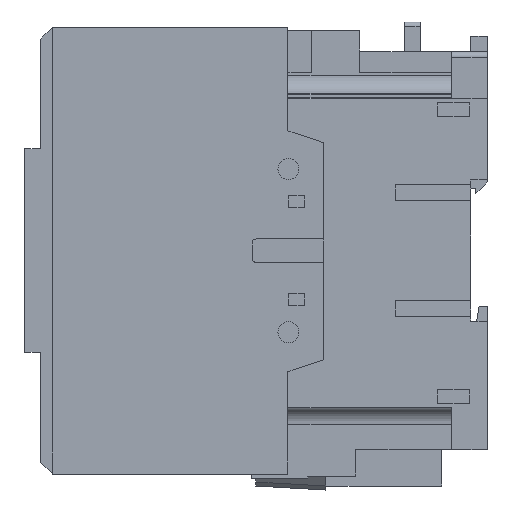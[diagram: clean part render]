
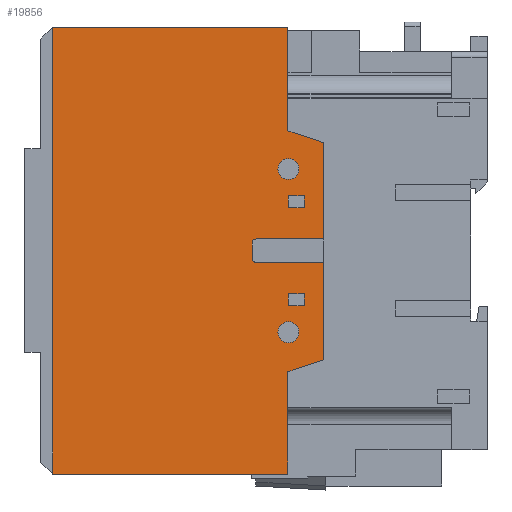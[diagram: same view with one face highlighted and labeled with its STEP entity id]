
A CAD part, left-side view. The second image highlights one B-rep face of the part: STEP entity #19856.
In plain terms, the highlighted planar face has unit normal (-1, 0, 0).
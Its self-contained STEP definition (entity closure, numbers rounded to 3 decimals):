
#5052=CARTESIAN_POINT('',(-33.,49.87,-20.44));
#5053=DIRECTION('',(-1.,0.,0.));
#5054=DIRECTION('',(0.,0.,-1.));
#5055=AXIS2_PLACEMENT_3D('',#5052,#5053,#5054);
#5060=CARTESIAN_POINT('',(-33.,49.87,-20.44));
#5061=DIRECTION('',(-1.,0.,0.));
#5062=DIRECTION('',(0.,0.,1.));
#5063=AXIS2_PLACEMENT_3D('',#5060,#5061,#5062);
#5068=CARTESIAN_POINT('',(-33.,49.87,20.44));
#5069=DIRECTION('',(-1.,0.,0.));
#5070=DIRECTION('',(0.,0.,-1.));
#5071=AXIS2_PLACEMENT_3D('',#5068,#5069,#5070);
#5076=CARTESIAN_POINT('',(-33.,49.87,20.44));
#5077=DIRECTION('',(-1.,0.,0.));
#5078=DIRECTION('',(0.,0.,1.));
#5079=AXIS2_PLACEMENT_3D('',#5076,#5077,#5078);
#5084=DIRECTION('',(0.,0.,-1.));
#5085=VECTOR('',#5084,112.);
#5086=CARTESIAN_POINT('',(-33.,109.,56.));
#5087=LINE('',#5086,#5085);
#5091=DIRECTION('',(0.,-1.,0.));
#5092=VECTOR('',#5091,59.);
#5093=CARTESIAN_POINT('',(-33.,109.,56.));
#5094=LINE('',#5093,#5092);
#5098=DIRECTION('',(0.,0.,-1.));
#5099=VECTOR('',#5098,25.95);
#5100=CARTESIAN_POINT('',(-33.,50.,56.));
#5101=LINE('',#5100,#5099);
#5105=DIRECTION('',(0.,-0.949,-0.316));
#5106=VECTOR('',#5105,9.487);
#5107=CARTESIAN_POINT('',(-33.,50.,30.05));
#5108=LINE('',#5107,#5106);
#5112=DIRECTION('',(0.,0.,-1.));
#5113=VECTOR('',#5112,24.135);
#5114=CARTESIAN_POINT('',(-33.,41.,27.05));
#5115=LINE('',#5114,#5113);
#5119=DIRECTION('',(0.,1.,0.));
#5120=VECTOR('',#5119,17.);
#5121=CARTESIAN_POINT('',(-33.,41.,2.915));
#5122=LINE('',#5121,#5120);
#5126=CARTESIAN_POINT('',(-33.,58.,1.915));
#5127=DIRECTION('',(-1.,0.,0.));
#5128=DIRECTION('',(0.,0.,1.));
#5129=AXIS2_PLACEMENT_3D('',#5126,#5127,#5128);
#5134=DIRECTION('',(0.,0.,-1.));
#5135=VECTOR('',#5134,3.83);
#5136=CARTESIAN_POINT('',(-33.,59.,1.915));
#5137=LINE('',#5136,#5135);
#5141=CARTESIAN_POINT('',(-33.,58.,-1.915));
#5142=DIRECTION('',(-1.,0.,0.));
#5143=DIRECTION('',(0.,1.,0.));
#5144=AXIS2_PLACEMENT_3D('',#5141,#5142,#5143);
#5149=DIRECTION('',(0.,-1.,0.));
#5150=VECTOR('',#5149,17.);
#5151=CARTESIAN_POINT('',(-33.,58.,-2.915));
#5152=LINE('',#5151,#5150);
#5156=DIRECTION('',(0.,0.,-1.));
#5157=VECTOR('',#5156,24.435);
#5158=CARTESIAN_POINT('',(-33.,41.,-2.915));
#5159=LINE('',#5158,#5157);
#5163=DIRECTION('',(0.,0.949,-0.316));
#5164=VECTOR('',#5163,9.487);
#5165=CARTESIAN_POINT('',(-33.,41.,-27.35));
#5166=LINE('',#5165,#5164);
#5170=DIRECTION('',(0.,0.,-1.));
#5171=VECTOR('',#5170,25.65);
#5172=CARTESIAN_POINT('',(-33.,50.,-30.35));
#5173=LINE('',#5172,#5171);
#5177=DIRECTION('',(0.,1.,0.));
#5178=VECTOR('',#5177,59.);
#5179=CARTESIAN_POINT('',(-33.,50.,-56.));
#5180=LINE('',#5179,#5178);
#5258=DIRECTION('',(0.,0.,-1.));
#5259=VECTOR('',#5258,3.);
#5260=CARTESIAN_POINT('',(-33.,45.87,13.765));
#5261=LINE('',#5260,#5259);
#5286=DIRECTION('',(0.,1.,0.));
#5287=VECTOR('',#5286,4.);
#5288=CARTESIAN_POINT('',(-33.,45.87,10.765));
#5289=LINE('',#5288,#5287);
#5300=DIRECTION('',(0.,0.,1.));
#5301=VECTOR('',#5300,3.);
#5302=CARTESIAN_POINT('',(-33.,49.87,10.765));
#5303=LINE('',#5302,#5301);
#5321=DIRECTION('',(0.,-1.,0.));
#5322=VECTOR('',#5321,4.);
#5323=CARTESIAN_POINT('',(-33.,49.87,13.765));
#5324=LINE('',#5323,#5322);
#5342=DIRECTION('',(0.,-1.,0.));
#5343=VECTOR('',#5342,4.);
#5344=CARTESIAN_POINT('',(-33.,49.87,-10.765));
#5345=LINE('',#5344,#5343);
#5370=DIRECTION('',(0.,0.,-1.));
#5371=VECTOR('',#5370,3.);
#5372=CARTESIAN_POINT('',(-33.,45.87,-10.765));
#5373=LINE('',#5372,#5371);
#5384=DIRECTION('',(0.,1.,0.));
#5385=VECTOR('',#5384,4.);
#5386=CARTESIAN_POINT('',(-33.,45.87,-13.765));
#5387=LINE('',#5386,#5385);
#5405=DIRECTION('',(0.,0.,1.));
#5406=VECTOR('',#5405,3.);
#5407=CARTESIAN_POINT('',(-33.,49.87,-13.765));
#5408=LINE('',#5407,#5406);
#14520=CARTESIAN_POINT('',(-33.,41.,-27.35));
#14521=CARTESIAN_POINT('',(-33.,50.,-30.35));
#14522=VERTEX_POINT('',#14520);
#14523=VERTEX_POINT('',#14521);
#14524=CARTESIAN_POINT('',(-33.,50.,-56.));
#14525=VERTEX_POINT('',#14524);
#14526=CARTESIAN_POINT('',(-33.,50.,56.));
#14527=CARTESIAN_POINT('',(-33.,50.,30.05));
#14528=VERTEX_POINT('',#14526);
#14529=VERTEX_POINT('',#14527);
#14530=CARTESIAN_POINT('',(-33.,41.,27.05));
#14531=VERTEX_POINT('',#14530);
#14532=CARTESIAN_POINT('',(-33.,41.,2.915));
#14533=VERTEX_POINT('',#14532);
#14534=CARTESIAN_POINT('',(-33.,58.,2.915));
#14535=VERTEX_POINT('',#14534);
#14536=CARTESIAN_POINT('',(-33.,59.,1.915));
#14537=VERTEX_POINT('',#14536);
#14538=CARTESIAN_POINT('',(-33.,59.,-1.915));
#14539=VERTEX_POINT('',#14538);
#14540=CARTESIAN_POINT('',(-33.,58.,-2.915));
#14541=VERTEX_POINT('',#14540);
#14542=CARTESIAN_POINT('',(-33.,41.,-2.915));
#14543=VERTEX_POINT('',#14542);
#14544=CARTESIAN_POINT('',(-33.,49.87,-23.065));
#14545=CARTESIAN_POINT('',(-33.,49.87,-17.815));
#14546=VERTEX_POINT('',#14544);
#14547=VERTEX_POINT('',#14545);
#14548=CARTESIAN_POINT('',(-33.,49.87,17.815));
#14549=CARTESIAN_POINT('',(-33.,49.87,23.065));
#14550=VERTEX_POINT('',#14548);
#14551=VERTEX_POINT('',#14549);
#14552=CARTESIAN_POINT('',(-33.,45.87,13.765));
#14553=CARTESIAN_POINT('',(-33.,45.87,10.765));
#14554=VERTEX_POINT('',#14552);
#14555=VERTEX_POINT('',#14553);
#14556=CARTESIAN_POINT('',(-33.,49.87,13.765));
#14557=VERTEX_POINT('',#14556);
#14558=CARTESIAN_POINT('',(-33.,49.87,10.765));
#14559=VERTEX_POINT('',#14558);
#14560=CARTESIAN_POINT('',(-33.,49.87,-10.765));
#14561=CARTESIAN_POINT('',(-33.,45.87,-10.765));
#14562=VERTEX_POINT('',#14560);
#14563=VERTEX_POINT('',#14561);
#14564=CARTESIAN_POINT('',(-33.,49.87,-13.765));
#14565=VERTEX_POINT('',#14564);
#14566=CARTESIAN_POINT('',(-33.,45.87,-13.765));
#14567=VERTEX_POINT('',#14566);
#15963=CARTESIAN_POINT('',(-33.,109.,56.));
#15964=CARTESIAN_POINT('',(-33.,109.,-56.));
#15965=VERTEX_POINT('',#15963);
#15966=VERTEX_POINT('',#15964);
#19792=CARTESIAN_POINT('',(-33.,78.5,0.));
#19793=DIRECTION('',(1.,0.,0.));
#19794=DIRECTION('',(0.,0.,-1.));
#19795=AXIS2_PLACEMENT_3D('',#19792,#19793,#19794);
#19796=PLANE('',#19795);
#19797=ORIENTED_EDGE('',*,*,#17854,.F.);
#19798=ORIENTED_EDGE('',*,*,#19077,.T.);
#19799=ORIENTED_EDGE('',*,*,#19030,.T.);
#19801=ORIENTED_EDGE('',*,*,#19800,.T.);
#19803=ORIENTED_EDGE('',*,*,#19802,.T.);
#19805=ORIENTED_EDGE('',*,*,#19804,.T.);
#19807=ORIENTED_EDGE('',*,*,#19806,.T.);
#19809=ORIENTED_EDGE('',*,*,#19808,.T.);
#19811=ORIENTED_EDGE('',*,*,#19810,.T.);
#19813=ORIENTED_EDGE('',*,*,#19812,.T.);
#19815=ORIENTED_EDGE('',*,*,#19814,.T.);
#19817=ORIENTED_EDGE('',*,*,#19816,.T.);
#19819=ORIENTED_EDGE('',*,*,#19818,.T.);
#19821=ORIENTED_EDGE('',*,*,#19820,.T.);
#19822=EDGE_LOOP('',(#19797,#19798,#19799,#19801,#19803,#19805,#19807,#19809,
#19811,#19813,#19815,#19817,#19819,#19821));
#19823=FACE_OUTER_BOUND('',#19822,.F.);
#19825=ORIENTED_EDGE('',*,*,#19824,.T.);
#19827=ORIENTED_EDGE('',*,*,#19826,.T.);
#19828=EDGE_LOOP('',(#19825,#19827));
#19829=FACE_BOUND('',#19828,.F.);
#19831=ORIENTED_EDGE('',*,*,#19830,.F.);
#19833=ORIENTED_EDGE('',*,*,#19832,.F.);
#19835=ORIENTED_EDGE('',*,*,#19834,.F.);
#19837=ORIENTED_EDGE('',*,*,#19836,.F.);
#19838=EDGE_LOOP('',(#19831,#19833,#19835,#19837));
#19839=FACE_BOUND('',#19838,.F.);
#19841=ORIENTED_EDGE('',*,*,#19840,.F.);
#19843=ORIENTED_EDGE('',*,*,#19842,.F.);
#19845=ORIENTED_EDGE('',*,*,#19844,.F.);
#19847=ORIENTED_EDGE('',*,*,#19846,.F.);
#19848=EDGE_LOOP('',(#19841,#19843,#19845,#19847));
#19849=FACE_BOUND('',#19848,.F.);
#19851=ORIENTED_EDGE('',*,*,#19850,.T.);
#19853=ORIENTED_EDGE('',*,*,#19852,.T.);
#19854=EDGE_LOOP('',(#19851,#19853));
#19855=FACE_BOUND('',#19854,.F.);
#5056=CIRCLE('',#5055,2.625);
#5064=CIRCLE('',#5063,2.625);
#5072=CIRCLE('',#5071,2.625);
#5080=CIRCLE('',#5079,2.625);
#5130=CIRCLE('',#5129,1.);
#5145=CIRCLE('',#5144,1.);
#17854=EDGE_CURVE('',#15965,#15966,#5087,.T.);
#19030=EDGE_CURVE('',#14528,#14529,#5101,.T.);
#19077=EDGE_CURVE('',#15965,#14528,#5094,.T.);
#19800=EDGE_CURVE('',#14529,#14531,#5108,.T.);
#19802=EDGE_CURVE('',#14531,#14533,#5115,.T.);
#19804=EDGE_CURVE('',#14533,#14535,#5122,.T.);
#19806=EDGE_CURVE('',#14535,#14537,#5130,.T.);
#19808=EDGE_CURVE('',#14537,#14539,#5137,.T.);
#19810=EDGE_CURVE('',#14539,#14541,#5145,.T.);
#19812=EDGE_CURVE('',#14541,#14543,#5152,.T.);
#19814=EDGE_CURVE('',#14543,#14522,#5159,.T.);
#19816=EDGE_CURVE('',#14522,#14523,#5166,.T.);
#19818=EDGE_CURVE('',#14523,#14525,#5173,.T.);
#19820=EDGE_CURVE('',#14525,#15966,#5180,.T.);
#19824=EDGE_CURVE('',#14550,#14551,#5072,.T.);
#19826=EDGE_CURVE('',#14551,#14550,#5080,.T.);
#19830=EDGE_CURVE('',#14554,#14555,#5261,.T.);
#19832=EDGE_CURVE('',#14557,#14554,#5324,.T.);
#19834=EDGE_CURVE('',#14559,#14557,#5303,.T.);
#19836=EDGE_CURVE('',#14555,#14559,#5289,.T.);
#19840=EDGE_CURVE('',#14562,#14563,#5345,.T.);
#19842=EDGE_CURVE('',#14565,#14562,#5408,.T.);
#19844=EDGE_CURVE('',#14567,#14565,#5387,.T.);
#19846=EDGE_CURVE('',#14563,#14567,#5373,.T.);
#19850=EDGE_CURVE('',#14546,#14547,#5056,.T.);
#19852=EDGE_CURVE('',#14547,#14546,#5064,.T.);
#19856=ADVANCED_FACE('',(#19823,#19829,#19839,#19849,#19855),#19796,.F.);
